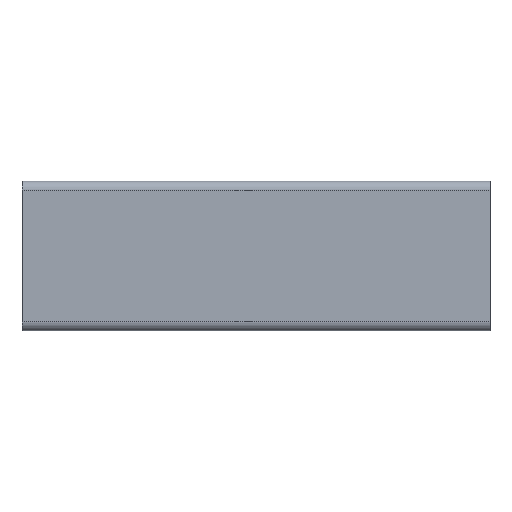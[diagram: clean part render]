
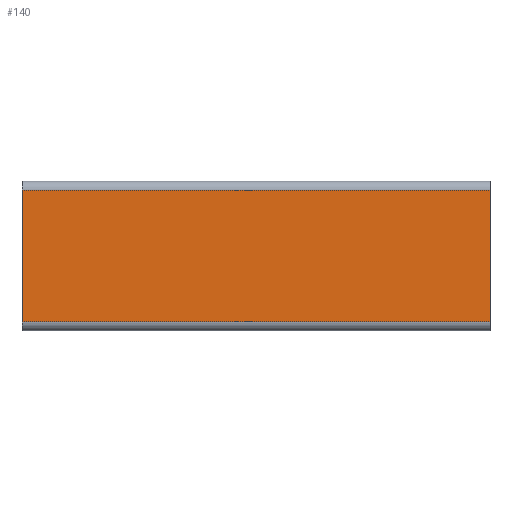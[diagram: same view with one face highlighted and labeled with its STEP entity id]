
A CAD part, left-side view. The second image highlights one B-rep face of the part: STEP entity #140.
In plain terms, the highlighted planar face has unit normal (-1, 0, 0).
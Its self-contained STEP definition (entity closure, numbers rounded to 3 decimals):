
#140 = ADVANCED_FACE( '', ( #324 ), #325, .T. );
#324 = FACE_OUTER_BOUND( '', #549, .T. );
#325 = PLANE( '', #550 );
#549 = EDGE_LOOP( '', ( #943, #944, #945, #946 ) );
#550 = AXIS2_PLACEMENT_3D( '', #947, #948, #949 );
#943 = ORIENTED_EDGE( '', *, *, #1448, .F. );
#944 = ORIENTED_EDGE( '', *, *, #1558, .F. );
#945 = ORIENTED_EDGE( '', *, *, #1559, .T. );
#946 = ORIENTED_EDGE( '', *, *, #1560, .T. );
#947 = CARTESIAN_POINT( '', ( -9., 100., 14. ) );
#948 = DIRECTION( '', ( -1., 0., 0. ) );
#949 = DIRECTION( '', ( 0., 0., 1. ) );
#1448 = EDGE_CURVE( '', #1758, #1760, #1761, .T. );
#1558 = EDGE_CURVE( '', #1946, #1758, #1947, .T. );
#1559 = EDGE_CURVE( '', #1946, #1948, #1949, .T. );
#1560 = EDGE_CURVE( '', #1948, #1760, #1950, .T. );
#1758 = VERTEX_POINT( '', #2204 );
#1760 = VERTEX_POINT( '', #2206 );
#1761 = LINE( '', #2207, #2208 );
#1946 = VERTEX_POINT( '', #2444 );
#1947 = LINE( '', #2445, #2446 );
#1948 = VERTEX_POINT( '', #2447 );
#1949 = LINE( '', #2448, #2449 );
#1950 = LINE( '', #2450, #2451 );
#2204 = CARTESIAN_POINT( '', ( -9., 0., 14. ) );
#2206 = CARTESIAN_POINT( '', ( -9., 0., -14. ) );
#2207 = CARTESIAN_POINT( '', ( -9., 0., 14. ) );
#2208 = VECTOR( '', #2715, 1000. );
#2444 = CARTESIAN_POINT( '', ( -9., 100., 14. ) );
#2445 = CARTESIAN_POINT( '', ( -9., 100., 14. ) );
#2446 = VECTOR( '', #2899, 1000. );
#2447 = CARTESIAN_POINT( '', ( -9., 100., -14. ) );
#2448 = CARTESIAN_POINT( '', ( -9., 100., 14. ) );
#2449 = VECTOR( '', #2900, 1000. );
#2450 = CARTESIAN_POINT( '', ( -9., 100., -14. ) );
#2451 = VECTOR( '', #2901, 1000. );
#2715 = DIRECTION( '', ( 0., 0., -1. ) );
#2899 = DIRECTION( '', ( 0., -1., 0. ) );
#2900 = DIRECTION( '', ( 0., 0., -1. ) );
#2901 = DIRECTION( '', ( 0., -1., 0. ) );
